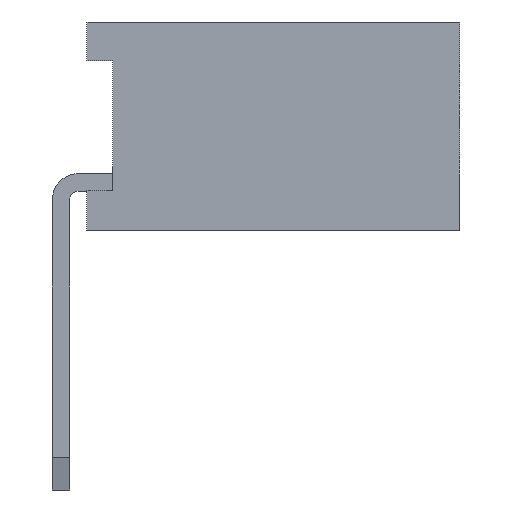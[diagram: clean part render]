
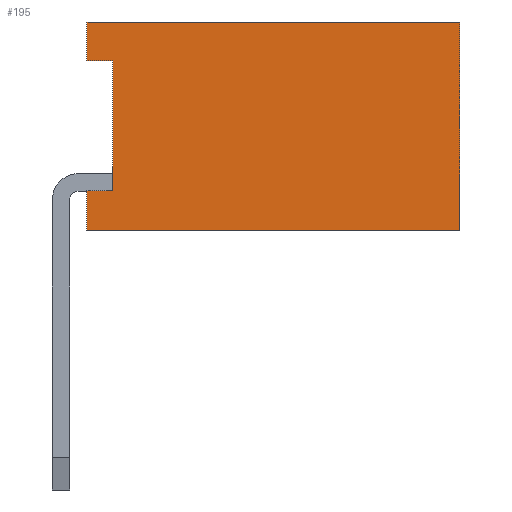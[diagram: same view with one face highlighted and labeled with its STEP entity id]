
A CAD part, left-side view. The second image highlights one B-rep face of the part: STEP entity #195.
In plain terms, the highlighted planar face has unit normal (-1, 0, 0).
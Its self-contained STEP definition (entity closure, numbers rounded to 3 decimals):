
#195=ADVANCED_FACE('',(#4364),#4366,.T.);
#4364=FACE_BOUND('',#4365,.T.);
#4365=EDGE_LOOP('',(#7679,#7680,#7681,#7682,#7683,#7684,#7685,#7686));
#4366=PLANE('',#4367);
#4367=AXIS2_PLACEMENT_3D('',#4368,#4369,#4370);
#4368=CARTESIAN_POINT('',(-1.,-4.6,0.));
#4369=DIRECTION('',(-1.,0.,0.));
#4370=DIRECTION('',(0.,0.,1.));
#7679=ORIENTED_EDGE('',*,*,#10153,.T.);
#7680=ORIENTED_EDGE('',*,*,#10193,.T.);
#7681=ORIENTED_EDGE('',*,*,#10118,.T.);
#7682=ORIENTED_EDGE('',*,*,#10192,.F.);
#7683=ORIENTED_EDGE('',*,*,#10194,.F.);
#7684=ORIENTED_EDGE('',*,*,#10195,.T.);
#7685=ORIENTED_EDGE('',*,*,#10196,.T.);
#7686=ORIENTED_EDGE('',*,*,#10187,.F.);
#10118=EDGE_CURVE('',#11383,#11380,#11384,.F.);
#10153=EDGE_CURVE('',#11453,#11451,#11454,.F.);
#10187=EDGE_CURVE('',#11453,#11514,#11515,.T.);
#10192=EDGE_CURVE('',#11521,#11380,#11523,.T.);
#10193=EDGE_CURVE('',#11451,#11383,#11524,.T.);
#10194=EDGE_CURVE('',#11525,#11521,#11526,.T.);
#10195=EDGE_CURVE('',#11525,#11527,#11528,.T.);
#10196=EDGE_CURVE('',#11527,#11514,#11529,.T.);
#11380=VERTEX_POINT('',#13457);
#11383=VERTEX_POINT('',#13462);
#11384=LINE('',#13463,#13464);
#11451=VERTEX_POINT('',#13598);
#11453=VERTEX_POINT('',#13602);
#11454=LINE('',#13603,#13604);
#11514=VERTEX_POINT('',#13731);
#11515=LINE('',#13732,#13733);
#11521=VERTEX_POINT('',#13746);
#11523=LINE('',#13750,#13751);
#11524=LINE('',#13753,#13754);
#11525=VERTEX_POINT('',#13756);
#11526=LINE('',#13757,#13758);
#11527=VERTEX_POINT('',#13760);
#11528=LINE('',#13761,#13762);
#11529=LINE('',#13764,#13765);
#13457=CARTESIAN_POINT('',(-1.,-0.3,0.45));
#13462=CARTESIAN_POINT('',(-1.,-0.6,0.45));
#13463=CARTESIAN_POINT('',(-1.,-0.3,0.45));
#13464=VECTOR('',#13465,1.);
#13465=DIRECTION('',(0.,-1.,0.));
#13598=CARTESIAN_POINT('',(-1.,-0.6,1.95));
#13602=CARTESIAN_POINT('',(-1.,-0.3,1.95));
#13603=CARTESIAN_POINT('',(-1.,-0.6,1.95));
#13604=VECTOR('',#13605,1.);
#13605=DIRECTION('',(0.,1.,0.));
#13731=CARTESIAN_POINT('',(-1.,-0.3,2.4));
#13732=CARTESIAN_POINT('',(-1.,-0.3,1.95));
#13733=VECTOR('',#13734,1.);
#13734=DIRECTION('',(0.,0.,1.));
#13746=CARTESIAN_POINT('',(-1.,-0.3,0.));
#13750=CARTESIAN_POINT('',(-1.,-0.3,0.));
#13751=VECTOR('',#13752,1.);
#13752=DIRECTION('',(0.,0.,1.));
#13753=CARTESIAN_POINT('',(-1.,-0.6,1.95));
#13754=VECTOR('',#13755,1.);
#13755=DIRECTION('',(0.,0.,-1.));
#13756=CARTESIAN_POINT('',(-1.,-4.6,0.));
#13757=CARTESIAN_POINT('',(-1.,-4.6,0.));
#13758=VECTOR('',#13759,1.);
#13759=DIRECTION('',(0.,1.,0.));
#13760=CARTESIAN_POINT('',(-1.,-4.6,2.4));
#13761=CARTESIAN_POINT('',(-1.,-4.6,0.));
#13762=VECTOR('',#13763,1.);
#13763=DIRECTION('',(0.,0.,1.));
#13764=CARTESIAN_POINT('',(-1.,-4.6,2.4));
#13765=VECTOR('',#13766,1.);
#13766=DIRECTION('',(0.,1.,0.));
